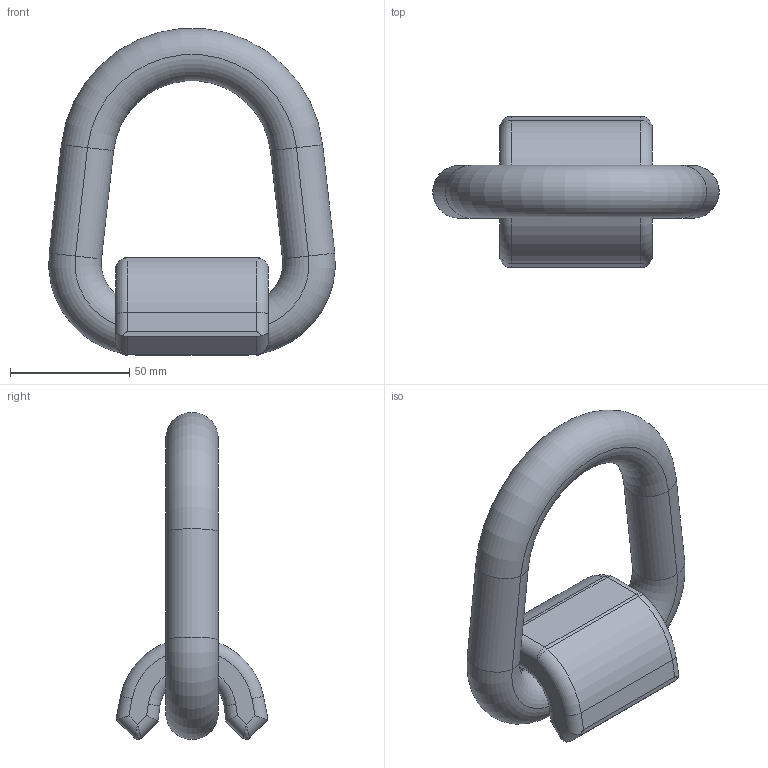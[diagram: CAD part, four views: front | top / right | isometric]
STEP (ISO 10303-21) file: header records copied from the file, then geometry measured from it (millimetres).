
FILE_DESCRIPTION(('CATIA V5 STEP Exchange'),'2;1');
FILE_NAME('8-057-05T&8-0573-05.stp','2014-08-20T01:38:54+00:00',('none'),('none'),'CATIA Version 5 Release 21 GA (IN-10)','CATIA V5 STEP AP214','none');
FILE_SCHEMA(('AUTOMOTIVE_DESIGN { 1 0 10303 214 1 1 1 1 }'));
Length unit declared in the file: millimetre
Products named in the file (1): 8-057-05T&8-0573-05
Bounding box: 119.88 x 63 x 136.8 mm (x, y, z)
Volume: 226045.6 mm3; surface area: 39528 mm2
Topology: 2 solids, 2 shells, 76 faces, 174 edges, 92 vertices
Faces by surface type: cylinder 37, torus 16, plane 15, sphere 4, bspline 4
Entity records: 2589 total; most frequent: CARTESIAN_POINT 1027, ORIENTED_EDGE 332, DIRECTION 268, EDGE_CURVE 166, AXIS2_PLACEMENT_3D 131, VERTEX_POINT 92, ADVANCED_FACE 76, EDGE_LOOP 76
